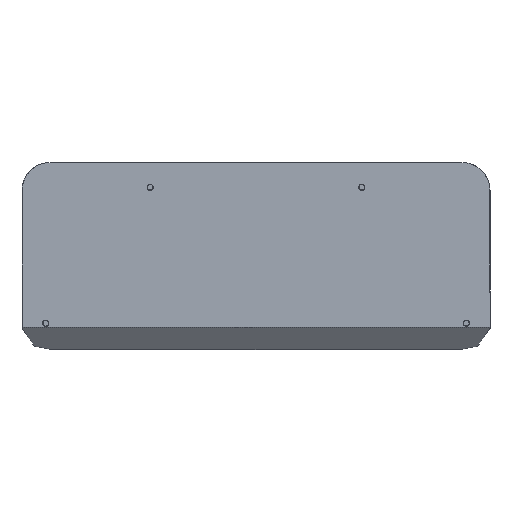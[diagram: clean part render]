
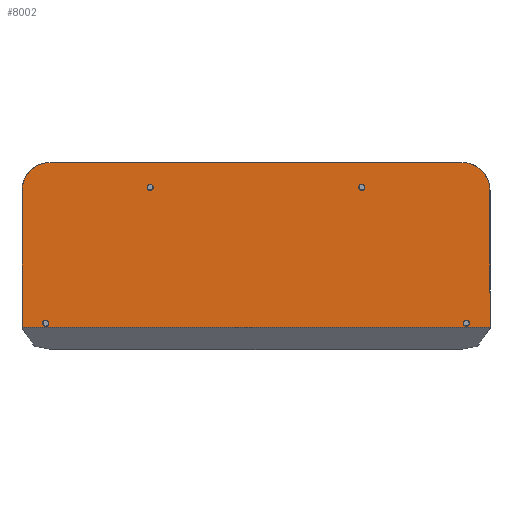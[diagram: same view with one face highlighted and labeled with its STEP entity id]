
A CAD part, front view. The second image highlights one B-rep face of the part: STEP entity #8002.
In plain terms, the highlighted planar face has unit normal (0, -1, 0).
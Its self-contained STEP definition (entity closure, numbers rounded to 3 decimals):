
#117 = CARTESIAN_POINT ( 'NONE',  ( -149.75, -39., 15.513 ) ) ;
#148 = CARTESIAN_POINT ( 'NONE',  ( -131.75, -39., 121. ) ) ;
#216 = CARTESIAN_POINT ( 'NONE',  ( -149.75, -39., 59.275 ) ) ;
#300 = CARTESIAN_POINT ( 'NONE',  ( -149.75, -39., 95.704 ) ) ;
#716 = EDGE_CURVE ( 'NONE', #3794, #15389, #11739, .T. ) ;
#769 = DIRECTION ( 'NONE',  ( 0., 1., 0. ) ) ;
#1317 = VERTEX_POINT ( 'NONE', #14175 ) ;
#1492 = B_SPLINE_CURVE_WITH_KNOTS ( 'NONE', 3,
 ( #8391, #7152, #14121, #12978, #10084, #14394, #2797 ),
 .UNSPECIFIED., .F., .F.,
 ( 4, 1, 1, 1, 4 ),
 ( 0., 0.25, 0.5, 0.75, 1. ),
 .UNSPECIFIED. ) ;
#1830 = B_SPLINE_CURVE_WITH_KNOTS ( 'NONE', 3,
 ( #9258, #14948, #12150, #17869, #8014, #16551, #18042 ),
 .UNSPECIFIED., .F., .F.,
 ( 4, 1, 1, 1, 4 ),
 ( 0., 0.25, 0.5, 0.75, 1. ),
 .UNSPECIFIED. ) ;
#1883 = EDGE_CURVE ( 'NONE', #15389, #5978, #1830, .T. ) ;
#2797 = CARTESIAN_POINT ( 'NONE',  ( -131.75, -39., 121. ) ) ;
#2828 = CARTESIAN_POINT ( 'NONE',  ( -149.75, -39., 103. ) ) ;
#2922 = CARTESIAN_POINT ( 'NONE',  ( -149.75, -39., 22.82 ) ) ;
#3345 = EDGE_CURVE ( 'NONE', #1317, #6228, #15465, .T. ) ;
#3408 = ORIENTED_EDGE ( 'NONE', *, *, #10299, .F. ) ;
#3523 = CARTESIAN_POINT ( 'NONE',  ( -149.75, -39., 15.513 ) ) ;
#3760 = CARTESIAN_POINT ( 'NONE',  ( 138.81, -39., 120.068 ) ) ;
#3794 = VERTEX_POINT ( 'NONE', #15808 ) ;
#4544 = CARTESIAN_POINT ( 'NONE',  ( -109.792, -39., 121. ) ) ;
#4622 = ORIENTED_EDGE ( 'NONE', *, *, #16451, .F. ) ;
#4903 = DIRECTION ( 'NONE',  ( 0., 0., 1. ) ) ;
#5219 = CARTESIAN_POINT ( 'NONE',  ( 149.75, -39., 15.513 ) ) ;
#5877 = CARTESIAN_POINT ( 'NONE',  ( 131.75, -39., 121. ) ) ;
#5978 = VERTEX_POINT ( 'NONE', #12428 ) ;
#6228 = VERTEX_POINT ( 'NONE', #15118 ) ;
#6523 = CARTESIAN_POINT ( 'NONE',  ( 131.75, -39., 121. ) ) ;
#7044 = CARTESIAN_POINT ( 'NONE',  ( -131.75, -39., 121. ) ) ;
#7152 = CARTESIAN_POINT ( 'NONE',  ( -149.75, -39., 105.351 ) ) ;
#7192 = CARTESIAN_POINT ( 'NONE',  ( -149.75, -39., 37.416 ) ) ;
#7228 = CARTESIAN_POINT ( 'NONE',  ( 149.75, -39., 103. ) ) ;
#7743 = FACE_OUTER_BOUND ( 'NONE', #17849, .T. ) ;
#7935 = B_SPLINE_CURVE_WITH_KNOTS ( 'NONE', 3,
 ( #5219, #9605, #10896, #3523 ),
 .UNSPECIFIED., .F., .F.,
 ( 4, 4 ),
 ( 0., 1. ),
 .UNSPECIFIED. ) ;
#8002 = ADVANCED_FACE ( 'NONE', ( #7743 ), #16395, .F. ) ;
#8014 = CARTESIAN_POINT ( 'NONE',  ( 149.75, -39., 37.393 ) ) ;
#8391 = CARTESIAN_POINT ( 'NONE',  ( -149.75, -39., 103. ) ) ;
#8641 = CARTESIAN_POINT ( 'NONE',  ( -65.866, -39., 121. ) ) ;
#9258 = CARTESIAN_POINT ( 'NONE',  ( 149.75, -39., 103. ) ) ;
#9411 = B_SPLINE_CURVE_WITH_KNOTS ( 'NONE', 3,
 ( #148, #4544, #8641, #12853, #13040, #14369, #5877 ),
 .UNSPECIFIED., .F., .F.,
 ( 4, 1, 1, 1, 4 ),
 ( 0., 0.25, 0.5, 0.75, 1. ),
 .UNSPECIFIED. ) ;
#9605 = CARTESIAN_POINT ( 'NONE',  ( 49.917, -39., 15.513 ) ) ;
#10084 = CARTESIAN_POINT ( 'NONE',  ( -138.821, -39., 120.064 ) ) ;
#10299 = EDGE_CURVE ( 'NONE', #5978, #1317, #7935, .T. ) ;
#10694 = ORIENTED_EDGE ( 'NONE', *, *, #14854, .F. ) ;
#10770 = CARTESIAN_POINT ( 'NONE',  ( 134.101, -39., 121. ) ) ;
#10857 = CARTESIAN_POINT ( 'NONE',  ( 149.75, -39., 103. ) ) ;
#10896 = CARTESIAN_POINT ( 'NONE',  ( -49.917, -39., 15.513 ) ) ;
#11452 = VERTEX_POINT ( 'NONE', #7044 ) ;
#11739 = B_SPLINE_CURVE_WITH_KNOTS ( 'NONE', 3,
 ( #6523, #10770, #3760, #13943, #16573, #12270, #10857 ),
 .UNSPECIFIED., .F., .F.,
 ( 4, 1, 1, 1, 4 ),
 ( 0., 0.25, 0.5, 0.75, 1. ),
 .UNSPECIFIED. ) ;
#12150 = CARTESIAN_POINT ( 'NONE',  ( 149.75, -39., 81.12 ) ) ;
#12270 = CARTESIAN_POINT ( 'NONE',  ( 149.75, -39., 105.351 ) ) ;
#12272 = CARTESIAN_POINT ( 'NONE',  ( 131.75, -39., 103. ) ) ;
#12428 = CARTESIAN_POINT ( 'NONE',  ( 149.75, -39., 15.513 ) ) ;
#12853 = CARTESIAN_POINT ( 'NONE',  ( 0.028, -39., 121. ) ) ;
#12978 = CARTESIAN_POINT ( 'NONE',  ( -144.817, -39., 116.054 ) ) ;
#13040 = CARTESIAN_POINT ( 'NONE',  ( 65.909, -39., 121. ) ) ;
#13147 = ORIENTED_EDGE ( 'NONE', *, *, #716, .F. ) ;
#13226 = ORIENTED_EDGE ( 'NONE', *, *, #3345, .F. ) ;
#13943 = CARTESIAN_POINT ( 'NONE',  ( 144.811, -39., 116.061 ) ) ;
#14121 = CARTESIAN_POINT ( 'NONE',  ( -148.818, -39., 110.057 ) ) ;
#14175 = CARTESIAN_POINT ( 'NONE',  ( -149.75, -39., 15.513 ) ) ;
#14369 = CARTESIAN_POINT ( 'NONE',  ( 109.809, -39., 121. ) ) ;
#14394 = CARTESIAN_POINT ( 'NONE',  ( -134.106, -39., 121. ) ) ;
#14612 = CARTESIAN_POINT ( 'NONE',  ( -149.75, -39., 81.126 ) ) ;
#14854 = EDGE_CURVE ( 'NONE', #6228, #11452, #1492, .T. ) ;
#14948 = CARTESIAN_POINT ( 'NONE',  ( 149.75, -39., 95.704 ) ) ;
#15118 = CARTESIAN_POINT ( 'NONE',  ( -149.75, -39., 103. ) ) ;
#15389 = VERTEX_POINT ( 'NONE', #7228 ) ;
#15465 = B_SPLINE_CURVE_WITH_KNOTS ( 'NONE', 3,
 ( #117, #2922, #7192, #216, #14612, #300, #2828 ),
 .UNSPECIFIED., .F., .F.,
 ( 4, 1, 1, 1, 4 ),
 ( 0., 0.25, 0.5, 0.75, 1. ),
 .UNSPECIFIED. ) ;
#15808 = CARTESIAN_POINT ( 'NONE',  ( 131.75, -39., 121. ) ) ;
#16192 = AXIS2_PLACEMENT_3D ( 'NONE', #12272, #769, #4903 ) ;
#16395 = PLANE ( 'NONE',  #16192 ) ;
#16451 = EDGE_CURVE ( 'NONE', #11452, #3794, #9411, .T. ) ;
#16551 = CARTESIAN_POINT ( 'NONE',  ( 149.75, -39., 22.809 ) ) ;
#16573 = CARTESIAN_POINT ( 'NONE',  ( 148.818, -39., 110.06 ) ) ;
#17849 = EDGE_LOOP ( 'NONE', ( #13226, #3408, #18441, #13147, #4622, #10694 ) ) ;
#17869 = CARTESIAN_POINT ( 'NONE',  ( 149.75, -39., 59.256 ) ) ;
#18042 = CARTESIAN_POINT ( 'NONE',  ( 149.75, -39., 15.513 ) ) ;
#18441 = ORIENTED_EDGE ( 'NONE', *, *, #1883, .F. ) ;
